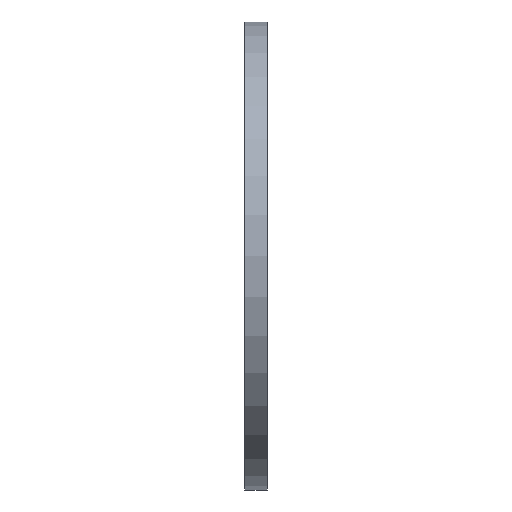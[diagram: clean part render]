
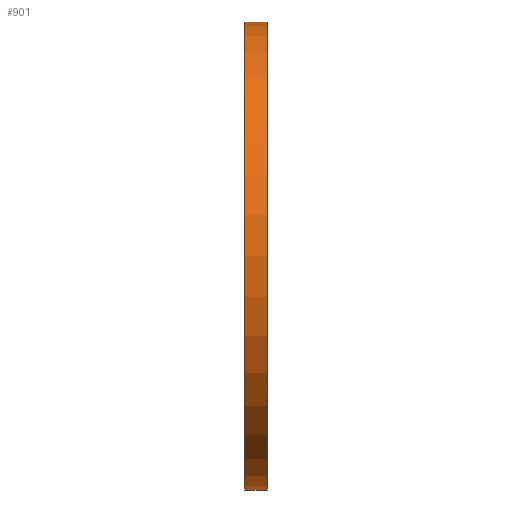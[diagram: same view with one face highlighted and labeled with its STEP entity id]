
A CAD part, left-side view. The second image highlights one B-rep face of the part: STEP entity #901.
In plain terms, the highlighted cylindrical face has radius 212.5 mm (diameter 425 mm), a partial arc.
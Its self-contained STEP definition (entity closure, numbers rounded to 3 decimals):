
#13 = CARTESIAN_POINT ( 'NONE',  ( 0., -20., 212.5 ) ) ;
#25 = EDGE_CURVE ( 'NONE', #1140, #963, #1007, .T. ) ;
#30 = DIRECTION ( 'NONE',  ( 0., -1., 0. ) ) ;
#55 = DIRECTION ( 'NONE',  ( 0., 0., -1. ) ) ;
#89 = VECTOR ( 'NONE', #164, 1000. ) ;
#104 = LINE ( 'NONE', #563, #300 ) ;
#141 = CARTESIAN_POINT ( 'NONE',  ( 0., 0., 212.5 ) ) ;
#164 = DIRECTION ( 'NONE',  ( 0., -1., 0. ) ) ;
#181 = CARTESIAN_POINT ( 'NONE',  ( 0., -20., 212.5 ) ) ;
#254 = ORIENTED_EDGE ( 'NONE', *, *, #1080, .F. ) ;
#269 = EDGE_CURVE ( 'NONE', #1140, #632, #366, .T. ) ;
#300 = VECTOR ( 'NONE', #927, 1000. ) ;
#334 = ORIENTED_EDGE ( 'NONE', *, *, #269, .T. ) ;
#366 = CIRCLE ( 'NONE', #791, 212.5 ) ;
#381 = FACE_OUTER_BOUND ( 'NONE', #1104, .T. ) ;
#400 = ORIENTED_EDGE ( 'NONE', *, *, #25, .F. ) ;
#480 = VERTEX_POINT ( 'NONE', #572 ) ;
#488 = CARTESIAN_POINT ( 'NONE',  ( 0., -20., 0. ) ) ;
#496 = CIRCLE ( 'NONE', #831, 212.5 ) ;
#500 = DIRECTION ( 'NONE',  ( 0., -1., 0. ) ) ;
#542 = ORIENTED_EDGE ( 'NONE', *, *, #900, .T. ) ;
#563 = CARTESIAN_POINT ( 'NONE',  ( 0., -20., -212.5 ) ) ;
#571 = DIRECTION ( 'NONE',  ( 0., 0., -1. ) ) ;
#572 = CARTESIAN_POINT ( 'NONE',  ( 0., -20., -212.5 ) ) ;
#628 = AXIS2_PLACEMENT_3D ( 'NONE', #921, #931, #571 ) ;
#632 = VERTEX_POINT ( 'NONE', #954 ) ;
#658 = CYLINDRICAL_SURFACE ( 'NONE', #628, 212.5 ) ;
#773 = DIRECTION ( 'NONE',  ( 0., 0., -1. ) ) ;
#791 = AXIS2_PLACEMENT_3D ( 'NONE', #1064, #500, #55 ) ;
#831 = AXIS2_PLACEMENT_3D ( 'NONE', #488, #30, #773 ) ;
#900 = EDGE_CURVE ( 'NONE', #632, #480, #104, .T. ) ;
#901 = ADVANCED_FACE ( 'NONE', ( #381 ), #658, .T. ) ;
#921 = CARTESIAN_POINT ( 'NONE',  ( 0., -20., 0. ) ) ;
#927 = DIRECTION ( 'NONE',  ( 0., -1., 0. ) ) ;
#931 = DIRECTION ( 'NONE',  ( 0., -1., 0. ) ) ;
#954 = CARTESIAN_POINT ( 'NONE',  ( 0., 0., -212.5 ) ) ;
#963 = VERTEX_POINT ( 'NONE', #13 ) ;
#1007 = LINE ( 'NONE', #181, #89 ) ;
#1064 = CARTESIAN_POINT ( 'NONE',  ( 0., 0., 0. ) ) ;
#1080 = EDGE_CURVE ( 'NONE', #963, #480, #496, .T. ) ;
#1104 = EDGE_LOOP ( 'NONE', ( #400, #334, #542, #254 ) ) ;
#1140 = VERTEX_POINT ( 'NONE', #141 ) ;
